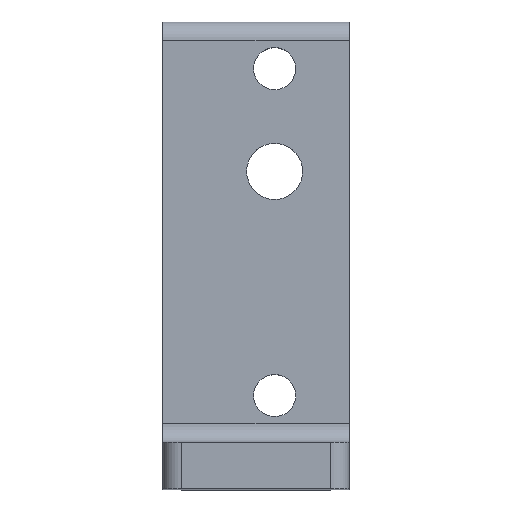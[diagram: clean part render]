
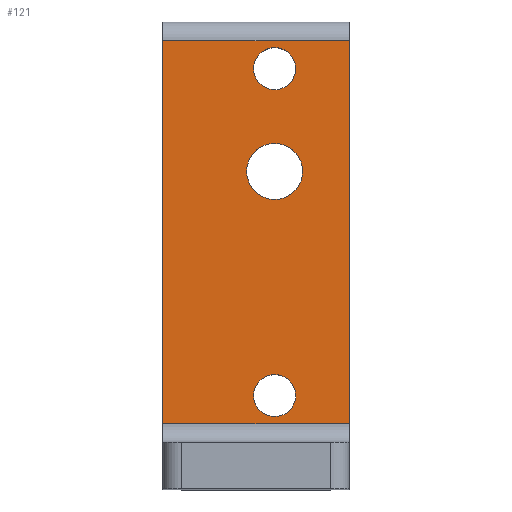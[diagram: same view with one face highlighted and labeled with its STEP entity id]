
A CAD part, top view. The second image highlights one B-rep face of the part: STEP entity #121.
In plain terms, the highlighted planar face has unit normal (0, 0, 1).
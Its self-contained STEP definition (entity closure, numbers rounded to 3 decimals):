
#19 = CARTESIAN_POINT ( 'NONE',  ( 4.25, 10., 26.25 ) ) ;
#23 = CARTESIAN_POINT ( 'NONE',  ( 2., 45., 26.25 ) ) ;
#61 = VERTEX_POINT ( 'NONE', #954 ) ;
#85 = VERTEX_POINT ( 'NONE', #586 ) ;
#96 = EDGE_CURVE ( 'NONE', #85, #518, #1619, .T. ) ;
#111 = VERTEX_POINT ( 'NONE', #2199 ) ;
#117 = VECTOR ( 'NONE', #540, 1000. ) ;
#121 = ADVANCED_FACE ( 'NONE', ( #532, #151, #1978, #1643 ), #827, .F. ) ;
#125 = ORIENTED_EDGE ( 'NONE', *, *, #907, .T. ) ;
#144 = CIRCLE ( 'NONE', #567, 2.25 ) ;
#148 = LINE ( 'NONE', #1781, #117 ) ;
#151 = FACE_BOUND ( 'NONE', #1286, .T. ) ;
#158 = DIRECTION ( 'NONE',  ( -1., 0., 0. ) ) ;
#177 = LINE ( 'NONE', #1276, #823 ) ;
#192 = ORIENTED_EDGE ( 'NONE', *, *, #815, .F. ) ;
#247 = EDGE_LOOP ( 'NONE', ( #125, #720 ) ) ;
#329 = CARTESIAN_POINT ( 'NONE',  ( 2., 45., 26.25 ) ) ;
#330 = AXIS2_PLACEMENT_3D ( 'NONE', #23, #1225, #1177 ) ;
#441 = LINE ( 'NONE', #1312, #874 ) ;
#503 = DIRECTION ( 'NONE',  ( 0., 0., -1. ) ) ;
#518 = VERTEX_POINT ( 'NONE', #1260 ) ;
#532 = FACE_BOUND ( 'NONE', #247, .T. ) ;
#540 = DIRECTION ( 'NONE',  ( 1., 0., 0. ) ) ;
#567 = AXIS2_PLACEMENT_3D ( 'NONE', #1047, #1740, #2245 ) ;
#585 = ORIENTED_EDGE ( 'NONE', *, *, #947, .T. ) ;
#586 = CARTESIAN_POINT ( 'NONE',  ( -10., 48., 26.25 ) ) ;
#597 = VERTEX_POINT ( 'NONE', #1064 ) ;
#602 = DIRECTION ( 'NONE',  ( 0., 0., -1. ) ) ;
#618 = AXIS2_PLACEMENT_3D ( 'NONE', #1439, #1106, #2095 ) ;
#626 = DIRECTION ( 'NONE',  ( 0., -1., 0. ) ) ;
#675 = CARTESIAN_POINT ( 'NONE',  ( -0.25, 10., 26.25 ) ) ;
#703 = DIRECTION ( 'NONE',  ( -1., 0., 0. ) ) ;
#720 = ORIENTED_EDGE ( 'NONE', *, *, #1519, .T. ) ;
#759 = CIRCLE ( 'NONE', #1647, 2.25 ) ;
#809 = CARTESIAN_POINT ( 'NONE',  ( -10., 50., 26.25 ) ) ;
#815 = EDGE_CURVE ( 'NONE', #1040, #1405, #177, .T. ) ;
#823 = VECTOR ( 'NONE', #1618, 1000. ) ;
#827 = PLANE ( 'NONE',  #998 ) ;
#845 = ORIENTED_EDGE ( 'NONE', *, *, #1067, .T. ) ;
#874 = VECTOR ( 'NONE', #2134, 1000. ) ;
#907 = EDGE_CURVE ( 'NONE', #1448, #597, #1103, .T. ) ;
#909 = AXIS2_PLACEMENT_3D ( 'NONE', #329, #1051, #703 ) ;
#941 = AXIS2_PLACEMENT_3D ( 'NONE', #1646, #602, #1122 ) ;
#947 = EDGE_CURVE ( 'NONE', #111, #61, #1750, .T. ) ;
#954 = CARTESIAN_POINT ( 'NONE',  ( -1., 34., 26.25 ) ) ;
#976 = DIRECTION ( 'NONE',  ( -1., 0., 0. ) ) ;
#978 = EDGE_CURVE ( 'NONE', #518, #1405, #148, .T. ) ;
#985 = DIRECTION ( 'NONE',  ( 0., 0., -1. ) ) ;
#996 = VERTEX_POINT ( 'NONE', #19 ) ;
#998 = AXIS2_PLACEMENT_3D ( 'NONE', #809, #985, #976 ) ;
#1021 = VECTOR ( 'NONE', #626, 1000. ) ;
#1040 = VERTEX_POINT ( 'NONE', #1650 ) ;
#1047 = CARTESIAN_POINT ( 'NONE',  ( 2., 10., 26.25 ) ) ;
#1051 = DIRECTION ( 'NONE',  ( 0., 0., -1. ) ) ;
#1064 = CARTESIAN_POINT ( 'NONE',  ( 4.25, 45., 26.25 ) ) ;
#1067 = EDGE_CURVE ( 'NONE', #1040, #85, #441, .T. ) ;
#1103 = CIRCLE ( 'NONE', #330, 2.25 ) ;
#1106 = DIRECTION ( 'NONE',  ( 0., 0., -1. ) ) ;
#1122 = DIRECTION ( 'NONE',  ( -1., 0., 0. ) ) ;
#1125 = ORIENTED_EDGE ( 'NONE', *, *, #2010, .T. ) ;
#1177 = DIRECTION ( 'NONE',  ( -1., 0., 0. ) ) ;
#1214 = CARTESIAN_POINT ( 'NONE',  ( 2., 10., 26.25 ) ) ;
#1225 = DIRECTION ( 'NONE',  ( 0., 0., -1. ) ) ;
#1260 = CARTESIAN_POINT ( 'NONE',  ( -10., 7., 26.25 ) ) ;
#1276 = CARTESIAN_POINT ( 'NONE',  ( 10., 50., 26.25 ) ) ;
#1286 = EDGE_LOOP ( 'NONE', ( #1125, #585 ) ) ;
#1290 = CIRCLE ( 'NONE', #941, 3. ) ;
#1312 = CARTESIAN_POINT ( 'NONE',  ( -10., 48., 26.25 ) ) ;
#1391 = ORIENTED_EDGE ( 'NONE', *, *, #978, .T. ) ;
#1392 = CARTESIAN_POINT ( 'NONE',  ( 10., 7., 26.25 ) ) ;
#1405 = VERTEX_POINT ( 'NONE', #1392 ) ;
#1439 = CARTESIAN_POINT ( 'NONE',  ( 2., 34., 26.25 ) ) ;
#1448 = VERTEX_POINT ( 'NONE', #2075 ) ;
#1451 = EDGE_CURVE ( 'NONE', #1811, #996, #144, .T. ) ;
#1475 = EDGE_CURVE ( 'NONE', #996, #1811, #759, .T. ) ;
#1519 = EDGE_CURVE ( 'NONE', #597, #1448, #1946, .T. ) ;
#1618 = DIRECTION ( 'NONE',  ( 0., -1., 0. ) ) ;
#1619 = LINE ( 'NONE', #1678, #1021 ) ;
#1643 = FACE_OUTER_BOUND ( 'NONE', #1893, .T. ) ;
#1646 = CARTESIAN_POINT ( 'NONE',  ( 2., 34., 26.25 ) ) ;
#1647 = AXIS2_PLACEMENT_3D ( 'NONE', #1214, #503, #158 ) ;
#1650 = CARTESIAN_POINT ( 'NONE',  ( 10., 48., 26.25 ) ) ;
#1678 = CARTESIAN_POINT ( 'NONE',  ( -10., 50., 26.25 ) ) ;
#1740 = DIRECTION ( 'NONE',  ( 0., 0., -1. ) ) ;
#1750 = CIRCLE ( 'NONE', #618, 3. ) ;
#1781 = CARTESIAN_POINT ( 'NONE',  ( -10., 7., 26.25 ) ) ;
#1811 = VERTEX_POINT ( 'NONE', #675 ) ;
#1893 = EDGE_LOOP ( 'NONE', ( #192, #845, #2026, #1391 ) ) ;
#1897 = ORIENTED_EDGE ( 'NONE', *, *, #1475, .T. ) ;
#1946 = CIRCLE ( 'NONE', #909, 2.25 ) ;
#1978 = FACE_BOUND ( 'NONE', #2182, .T. ) ;
#2010 = EDGE_CURVE ( 'NONE', #61, #111, #1290, .T. ) ;
#2026 = ORIENTED_EDGE ( 'NONE', *, *, #96, .T. ) ;
#2075 = CARTESIAN_POINT ( 'NONE',  ( -0.25, 45., 26.25 ) ) ;
#2095 = DIRECTION ( 'NONE',  ( -1., 0., 0. ) ) ;
#2134 = DIRECTION ( 'NONE',  ( -1., 0., 0. ) ) ;
#2182 = EDGE_LOOP ( 'NONE', ( #2241, #1897 ) ) ;
#2199 = CARTESIAN_POINT ( 'NONE',  ( 5., 34., 26.25 ) ) ;
#2241 = ORIENTED_EDGE ( 'NONE', *, *, #1451, .T. ) ;
#2245 = DIRECTION ( 'NONE',  ( -1., 0., 0. ) ) ;
